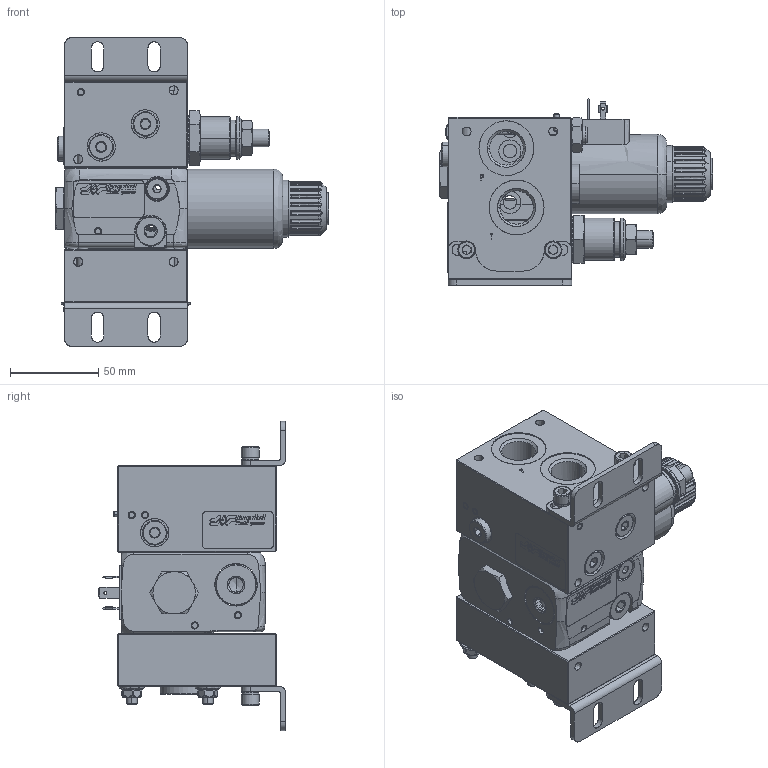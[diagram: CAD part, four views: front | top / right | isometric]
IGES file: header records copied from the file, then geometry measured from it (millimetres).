
Start section: SolidWorks IGES file using analytic representation for surfaces
Global section: file name: CXDH3026.igs; native system: SolidWorks 2014; preprocessor: SolidWorks 2014; author: serviziopdm; date: 161122.145456; units: millimetre
Bounding box: 154.7 x 105.85 x 175 mm (x, y, z)
Surface area: 125142.1 mm2 (no closed solid volume)
Topology: 0 solids, 0 shells, 1270 faces, 19397 edges, 19364 vertices
Faces by surface type: bspline 720, revolution 550
